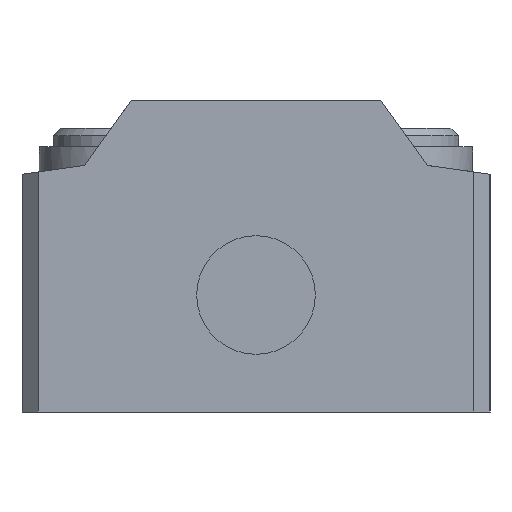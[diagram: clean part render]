
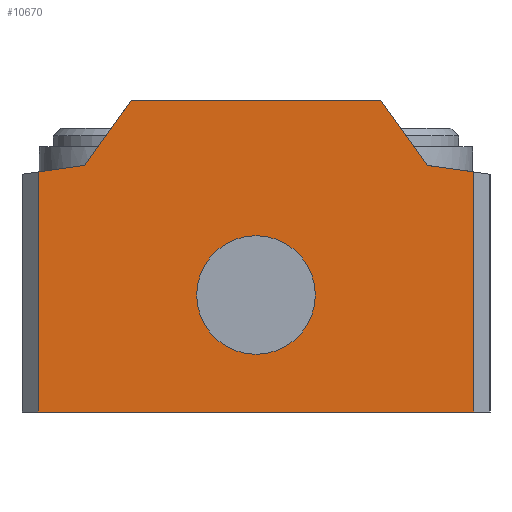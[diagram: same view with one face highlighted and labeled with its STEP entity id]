
A CAD part, left-side view. The second image highlights one B-rep face of the part: STEP entity #10670.
In plain terms, the highlighted planar face has unit normal (-1, 0, 0).
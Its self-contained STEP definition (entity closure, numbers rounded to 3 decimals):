
#39=DIRECTION('',(0.,-1.,0.));
#40=VECTOR('',#39,16.);
#41=CARTESIAN_POINT('',(20.5,8.,20.));
#42=LINE('',#41,#40);
#2707=DIRECTION('',(0.,0.,1.));
#2708=VECTOR('',#2707,15.391);
#2709=CARTESIAN_POINT('',(20.5,-13.95,0.));
#2710=LINE('',#2709,#2708);
#2714=DIRECTION('',(0.,0.,-1.));
#2715=VECTOR('',#2714,15.391);
#2716=CARTESIAN_POINT('',(20.5,13.95,15.391));
#2717=LINE('',#2716,#2715);
#2721=DIRECTION('',(0.,0.99,-0.139));
#2722=VECTOR('',#2721,2.979);
#2723=CARTESIAN_POINT('',(20.5,11.,15.805));
#2724=LINE('',#2723,#2722);
#2728=DIRECTION('',(0.,0.582,-0.813));
#2729=VECTOR('',#2728,5.157);
#2730=CARTESIAN_POINT('',(20.5,8.,20.));
#2731=LINE('',#2730,#2729);
#2735=DIRECTION('',(0.,0.582,0.813));
#2736=VECTOR('',#2735,5.157);
#2737=CARTESIAN_POINT('',(20.5,-11.,15.805));
#2738=LINE('',#2737,#2736);
#2742=DIRECTION('',(0.,0.99,0.139));
#2743=VECTOR('',#2742,2.979);
#2744=CARTESIAN_POINT('',(20.5,-13.95,15.391));
#2745=LINE('',#2744,#2743);
#2749=CARTESIAN_POINT('',(20.5,0.,7.5));
#2750=DIRECTION('',(1.,0.,0.));
#2751=DIRECTION('',(0.,1.,0.));
#2752=AXIS2_PLACEMENT_3D('',#2749,#2750,#2751);
#2757=CARTESIAN_POINT('',(20.5,0.,7.5));
#2758=DIRECTION('',(1.,0.,0.));
#2759=DIRECTION('',(0.,-1.,0.));
#2760=AXIS2_PLACEMENT_3D('',#2757,#2758,#2759);
#3155=DIRECTION('',(0.,1.,0.));
#3156=VECTOR('',#3155,27.9);
#3157=CARTESIAN_POINT('',(20.5,-13.95,0.));
#3158=LINE('',#3157,#3156);
#7270=CARTESIAN_POINT('',(20.5,-8.,20.));
#7271=VERTEX_POINT('',#7270);
#7272=CARTESIAN_POINT('',(20.5,8.,20.));
#7273=VERTEX_POINT('',#7272);
#7302=CARTESIAN_POINT('',(20.5,13.95,0.));
#7304=VERTEX_POINT('',#7302);
#7306=CARTESIAN_POINT('',(20.5,-13.95,0.));
#7307=VERTEX_POINT('',#7306);
#7326=CARTESIAN_POINT('',(20.5,-3.8,7.5));
#7327=CARTESIAN_POINT('',(20.5,3.8,7.5));
#7328=VERTEX_POINT('',#7326);
#7329=VERTEX_POINT('',#7327);
#7330=CARTESIAN_POINT('',(20.5,13.95,15.391));
#7331=VERTEX_POINT('',#7330);
#7332=CARTESIAN_POINT('',(20.5,11.,15.805));
#7333=VERTEX_POINT('',#7332);
#7334=CARTESIAN_POINT('',(20.5,-11.,15.805));
#7335=VERTEX_POINT('',#7334);
#7336=CARTESIAN_POINT('',(20.5,-13.95,15.391));
#7337=VERTEX_POINT('',#7336);
#10645=CARTESIAN_POINT('',(20.5,0.,7.983));
#10646=DIRECTION('',(1.,0.,0.));
#10647=DIRECTION('',(0.,0.,-1.));
#10648=AXIS2_PLACEMENT_3D('',#10645,#10646,#10647);
#10649=PLANE('',#10648);
#10651=ORIENTED_EDGE('',*,*,#10650,.F.);
#10653=ORIENTED_EDGE('',*,*,#10652,.T.);
#10654=ORIENTED_EDGE('',*,*,#10637,.F.);
#10655=ORIENTED_EDGE('',*,*,#8576,.F.);
#10656=ORIENTED_EDGE('',*,*,#8557,.F.);
#10657=ORIENTED_EDGE('',*,*,#8542,.T.);
#10659=ORIENTED_EDGE('',*,*,#10658,.F.);
#10661=ORIENTED_EDGE('',*,*,#10660,.F.);
#10662=EDGE_LOOP('',(#10651,#10653,#10654,#10655,#10656,#10657,#10659,#10661));
#10663=FACE_OUTER_BOUND('',#10662,.F.);
#10665=ORIENTED_EDGE('',*,*,#10664,.F.);
#10667=ORIENTED_EDGE('',*,*,#10666,.F.);
#10668=EDGE_LOOP('',(#10665,#10667));
#10669=FACE_BOUND('',#10668,.F.);
#10670=ADVANCED_FACE('',(#10663,#10669),#10649,.F.);
#2753=CIRCLE('',#2752,3.8);
#2761=CIRCLE('',#2760,3.8);
#8542=EDGE_CURVE('',#7273,#7271,#42,.T.);
#8557=EDGE_CURVE('',#7273,#7333,#2731,.T.);
#8576=EDGE_CURVE('',#7333,#7331,#2724,.T.);
#10637=EDGE_CURVE('',#7331,#7304,#2717,.T.);
#10650=EDGE_CURVE('',#7307,#7337,#2710,.T.);
#10652=EDGE_CURVE('',#7307,#7304,#3158,.T.);
#10658=EDGE_CURVE('',#7335,#7271,#2738,.T.);
#10660=EDGE_CURVE('',#7337,#7335,#2745,.T.);
#10664=EDGE_CURVE('',#7329,#7328,#2753,.T.);
#10666=EDGE_CURVE('',#7328,#7329,#2761,.T.);
